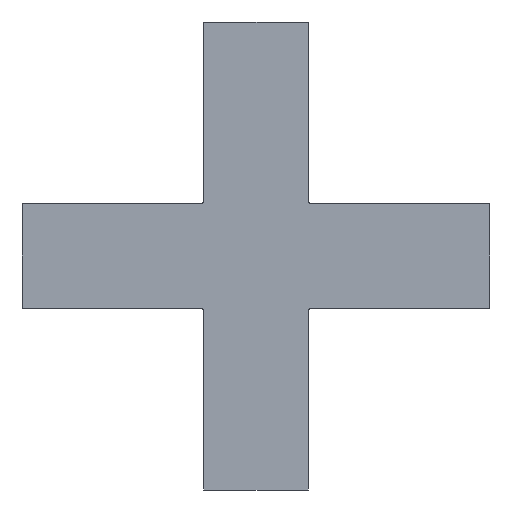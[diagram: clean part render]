
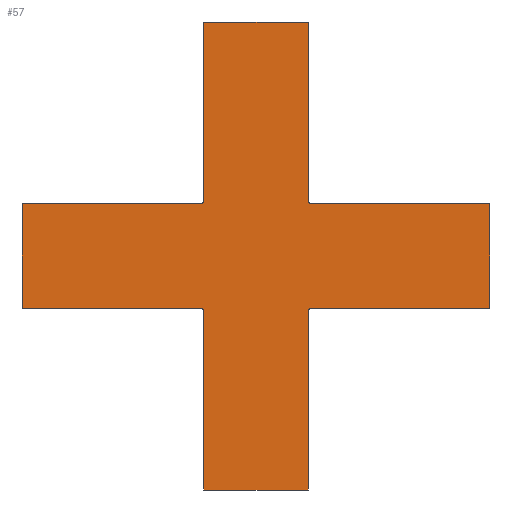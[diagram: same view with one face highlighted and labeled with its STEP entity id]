
A CAD part, front view. The second image highlights one B-rep face of the part: STEP entity #57.
In plain terms, the highlighted planar face has unit normal (0, -1, 0).
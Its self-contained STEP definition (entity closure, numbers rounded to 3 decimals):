
#21 = EDGE_CURVE('',#22,#24,#26,.T.);
#22 = VERTEX_POINT('',#23);
#23 = CARTESIAN_POINT('',(85.,-161.999,187.));
#24 = VERTEX_POINT('',#25);
#25 = CARTESIAN_POINT('',(85.,-161.999,149.));
#26 = LINE('',#27,#28);
#27 = CARTESIAN_POINT('',(85.,-161.999,
    188.));
#28 = VECTOR('',#29,1.);
#29 = DIRECTION('',(0.,0.,-1.));
#57 = ADVANCED_FACE('',(#58),#211,.F.);
#58 = FACE_BOUND('',#59,.F.);
#59 = EDGE_LOOP('',(#60,#68,#69,#77,#85,#93,#101,#109,#117,#125,#133,
    #141,#149,#157,#165,#173,#181,#189,#197,#205));
#60 = ORIENTED_EDGE('',*,*,#61,.F.);
#61 = EDGE_CURVE('',#22,#62,#64,.T.);
#62 = VERTEX_POINT('',#63);
#63 = CARTESIAN_POINT('',(19.5,-161.999,187.));
#64 = LINE('',#65,#66);
#65 = CARTESIAN_POINT('',(85.,-161.999,187.));
#66 = VECTOR('',#67,1.);
#67 = DIRECTION('',(-1.,0.,0.));
#68 = ORIENTED_EDGE('',*,*,#21,.T.);
#69 = ORIENTED_EDGE('',*,*,#70,.T.);
#70 = EDGE_CURVE('',#24,#71,#73,.T.);
#71 = VERTEX_POINT('',#72);
#72 = CARTESIAN_POINT('',(19.5,-161.999,149.));
#73 = LINE('',#74,#75);
#74 = CARTESIAN_POINT('',(85.,-161.999,149.));
#75 = VECTOR('',#76,1.);
#76 = DIRECTION('',(-1.,0.,0.));
#77 = ORIENTED_EDGE('',*,*,#78,.F.);
#78 = EDGE_CURVE('',#79,#71,#81,.T.);
#79 = VERTEX_POINT('',#80);
#80 = CARTESIAN_POINT('',(19.5,-161.999,148.5));
#81 = LINE('',#82,#83);
#82 = CARTESIAN_POINT('',(19.5,-161.999,148.));
#83 = VECTOR('',#84,1.);
#84 = DIRECTION('',(0.,0.,1.));
#85 = ORIENTED_EDGE('',*,*,#86,.T.);
#86 = EDGE_CURVE('',#79,#87,#89,.T.);
#87 = VERTEX_POINT('',#88);
#88 = CARTESIAN_POINT('',(19.,-161.999,148.5));
#89 = LINE('',#90,#91);
#90 = CARTESIAN_POINT('',(20.,-161.999,148.5));
#91 = VECTOR('',#92,1.);
#92 = DIRECTION('',(-1.,0.,0.));
#93 = ORIENTED_EDGE('',*,*,#94,.F.);
#94 = EDGE_CURVE('',#95,#87,#97,.T.);
#95 = VERTEX_POINT('',#96);
#96 = CARTESIAN_POINT('',(19.,-161.999,83.));
#97 = LINE('',#98,#99);
#98 = CARTESIAN_POINT('',(19.,-161.999,83.));
#99 = VECTOR('',#100,1.);
#100 = DIRECTION('',(0.,0.,1.));
#101 = ORIENTED_EDGE('',*,*,#102,.T.);
#102 = EDGE_CURVE('',#95,#103,#105,.T.);
#103 = VERTEX_POINT('',#104);
#104 = CARTESIAN_POINT('',(-19.,-161.999,83.));
#105 = LINE('',#106,#107);
#106 = CARTESIAN_POINT('',(20.,-161.999,83.));
#107 = VECTOR('',#108,1.);
#108 = DIRECTION('',(-1.,0.,0.));
#109 = ORIENTED_EDGE('',*,*,#110,.T.);
#110 = EDGE_CURVE('',#103,#111,#113,.T.);
#111 = VERTEX_POINT('',#112);
#112 = CARTESIAN_POINT('',(-19.,-161.999,148.5));
#113 = LINE('',#114,#115);
#114 = CARTESIAN_POINT('',(-19.,-161.999,83.));
#115 = VECTOR('',#116,1.);
#116 = DIRECTION('',(0.,0.,1.));
#117 = ORIENTED_EDGE('',*,*,#118,.F.);
#118 = EDGE_CURVE('',#119,#111,#121,.T.);
#119 = VERTEX_POINT('',#120);
#120 = CARTESIAN_POINT('',(-19.5,-161.999,148.5));
#121 = LINE('',#122,#123);
#122 = CARTESIAN_POINT('',(-20.,-161.999,148.5));
#123 = VECTOR('',#124,1.);
#124 = DIRECTION('',(1.,0.,0.));
#125 = ORIENTED_EDGE('',*,*,#126,.T.);
#126 = EDGE_CURVE('',#119,#127,#129,.T.);
#127 = VERTEX_POINT('',#128);
#128 = CARTESIAN_POINT('',(-19.5,-161.999,149.));
#129 = LINE('',#130,#131);
#130 = CARTESIAN_POINT('',(-19.5,-161.999,148.));
#131 = VECTOR('',#132,1.);
#132 = DIRECTION('',(0.,0.,1.));
#133 = ORIENTED_EDGE('',*,*,#134,.F.);
#134 = EDGE_CURVE('',#135,#127,#137,.T.);
#135 = VERTEX_POINT('',#136);
#136 = CARTESIAN_POINT('',(-85.,-161.999,149.));
#137 = LINE('',#138,#139);
#138 = CARTESIAN_POINT('',(-85.,-161.999,149.));
#139 = VECTOR('',#140,1.);
#140 = DIRECTION('',(1.,0.,0.));
#141 = ORIENTED_EDGE('',*,*,#142,.T.);
#142 = EDGE_CURVE('',#135,#143,#145,.T.);
#143 = VERTEX_POINT('',#144);
#144 = CARTESIAN_POINT('',(-85.,-161.999,187.));
#145 = LINE('',#146,#147);
#146 = CARTESIAN_POINT('',(-85.,-161.999,
    148.));
#147 = VECTOR('',#148,1.);
#148 = DIRECTION('',(0.,0.,1.));
#149 = ORIENTED_EDGE('',*,*,#150,.T.);
#150 = EDGE_CURVE('',#143,#151,#153,.T.);
#151 = VERTEX_POINT('',#152);
#152 = CARTESIAN_POINT('',(-19.5,-161.999,187.));
#153 = LINE('',#154,#155);
#154 = CARTESIAN_POINT('',(-85.,-161.999,187.));
#155 = VECTOR('',#156,1.);
#156 = DIRECTION('',(1.,0.,0.));
#157 = ORIENTED_EDGE('',*,*,#158,.F.);
#158 = EDGE_CURVE('',#159,#151,#161,.T.);
#159 = VERTEX_POINT('',#160);
#160 = CARTESIAN_POINT('',(-19.5,-161.999,187.5));
#161 = LINE('',#162,#163);
#162 = CARTESIAN_POINT('',(-19.5,-161.999,188.));
#163 = VECTOR('',#164,1.);
#164 = DIRECTION('',(0.,0.,-1.));
#165 = ORIENTED_EDGE('',*,*,#166,.T.);
#166 = EDGE_CURVE('',#159,#167,#169,.T.);
#167 = VERTEX_POINT('',#168);
#168 = CARTESIAN_POINT('',(-19.,-161.999,187.5));
#169 = LINE('',#170,#171);
#170 = CARTESIAN_POINT('',(-20.,-161.999,187.5));
#171 = VECTOR('',#172,1.);
#172 = DIRECTION('',(1.,0.,0.));
#173 = ORIENTED_EDGE('',*,*,#174,.F.);
#174 = EDGE_CURVE('',#175,#167,#177,.T.);
#175 = VERTEX_POINT('',#176);
#176 = CARTESIAN_POINT('',(-19.,-161.999,253.));
#177 = LINE('',#178,#179);
#178 = CARTESIAN_POINT('',(-19.,-161.999,253.));
#179 = VECTOR('',#180,1.);
#180 = DIRECTION('',(0.,0.,-1.));
#181 = ORIENTED_EDGE('',*,*,#182,.T.);
#182 = EDGE_CURVE('',#175,#183,#185,.T.);
#183 = VERTEX_POINT('',#184);
#184 = CARTESIAN_POINT('',(19.,-161.999,253.));
#185 = LINE('',#186,#187);
#186 = CARTESIAN_POINT('',(-20.,-161.999,253.));
#187 = VECTOR('',#188,1.);
#188 = DIRECTION('',(1.,0.,0.));
#189 = ORIENTED_EDGE('',*,*,#190,.T.);
#190 = EDGE_CURVE('',#183,#191,#193,.T.);
#191 = VERTEX_POINT('',#192);
#192 = CARTESIAN_POINT('',(19.,-161.999,187.5));
#193 = LINE('',#194,#195);
#194 = CARTESIAN_POINT('',(19.,-161.999,253.));
#195 = VECTOR('',#196,1.);
#196 = DIRECTION('',(0.,0.,-1.));
#197 = ORIENTED_EDGE('',*,*,#198,.F.);
#198 = EDGE_CURVE('',#199,#191,#201,.T.);
#199 = VERTEX_POINT('',#200);
#200 = CARTESIAN_POINT('',(19.5,-161.999,187.5));
#201 = LINE('',#202,#203);
#202 = CARTESIAN_POINT('',(20.,-161.999,187.5));
#203 = VECTOR('',#204,1.);
#204 = DIRECTION('',(-1.,0.,0.));
#205 = ORIENTED_EDGE('',*,*,#206,.T.);
#206 = EDGE_CURVE('',#199,#62,#207,.T.);
#207 = LINE('',#208,#209);
#208 = CARTESIAN_POINT('',(19.5,-161.999,188.));
#209 = VECTOR('',#210,1.);
#210 = DIRECTION('',(0.,0.,-1.));
#211 = PLANE('',#212);
#212 = AXIS2_PLACEMENT_3D('',#213,#214,#215);
#213 = CARTESIAN_POINT('',(0.,-161.999,
    168.));
#214 = DIRECTION('',(0.,1.,0.));
#215 = DIRECTION('',(0.,0.,1.));
